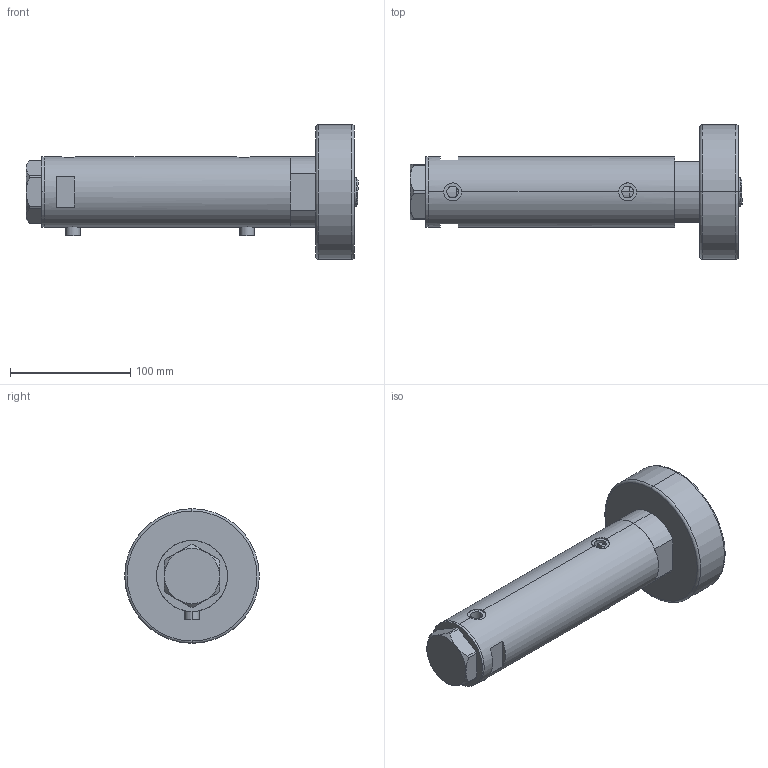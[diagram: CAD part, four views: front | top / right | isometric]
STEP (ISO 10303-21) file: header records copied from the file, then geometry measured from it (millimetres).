
FILE_DESCRIPTION (( 'STEP AP203' ), '1' );
FILE_NAME ('7856.STEP', '2024-02-12T00:27:09', ( '' ), ( '' ), 'SwSTEP 2.0', 'SolidWorks 2019', '' );
FILE_SCHEMA (( 'CONFIG_CONTROL_DESIGN' ));
Length unit declared in the file: millimetre
Products named in the file (6): V270CG_271C 4f97e49e7bf81e0f872ee09853db1e69; V270CG_BACK 4f97e49e7bf81e0f872ee09853db1e69; V270CG_MIDDLE 4f97e49e7bf81e0f872ee09853db1e69; 7856; V270CG_VC 4f97e49e7bf81e0f872ee09853db1e69; V270CG_FRONT 4f97e49e7bf81e0f872ee09853db1e69
Assembly tree (5 placements, depth 2):
  7856
    V270CG_MIDDLE 4f97e49e7bf81e0f872ee09853db1e69
    V270CG_BACK 4f97e49e7bf81e0f872ee09853db1e69
    V270CG_FRONT 4f97e49e7bf81e0f872ee09853db1e69
    V270CG_VC 4f97e49e7bf81e0f872ee09853db1e69
    V270CG_271C 4f97e49e7bf81e0f872ee09853db1e69
Bounding box: 276.2 x 112 x 112 mm (x, y, z)
Volume: 886561.7 mm3; surface area: 156560.1 mm2
Topology: 5 solids, 5 shells, 130 faces, 293 edges, 179 vertices
Faces by surface type: cylinder 53, plane 53, cone 16, torus 8
Entity records: 4826 total; most frequent: CARTESIAN_POINT 1239, DIRECTION 669, ORIENTED_EDGE 582, EDGE_CURVE 291, AXIS2_PLACEMENT_3D 274, VERTEX_POINT 179, EDGE_LOOP 148, CIRCLE 136
